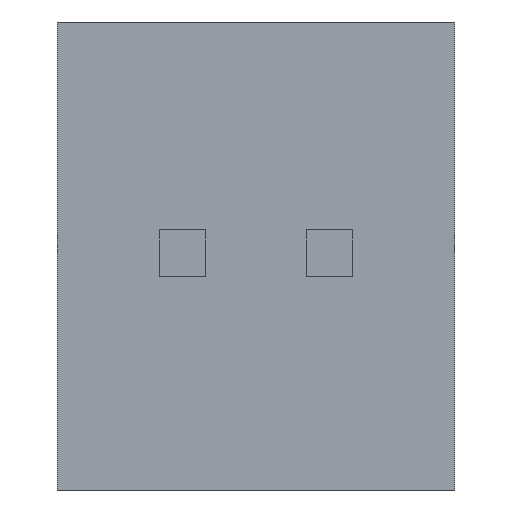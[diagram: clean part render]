
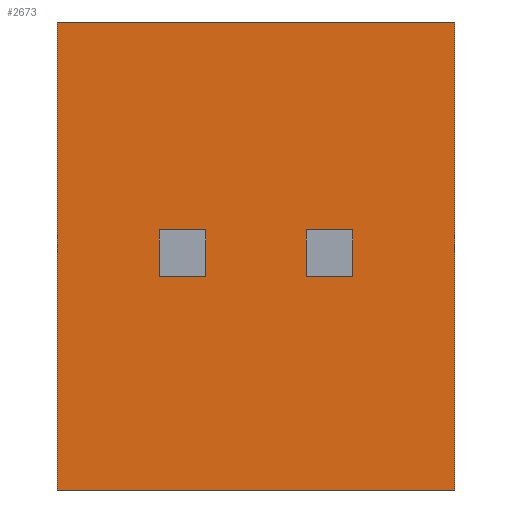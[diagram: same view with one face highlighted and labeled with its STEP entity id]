
A CAD part, front view. The second image highlights one B-rep face of the part: STEP entity #2673.
In plain terms, the highlighted planar face has unit normal (0, -1, 0).
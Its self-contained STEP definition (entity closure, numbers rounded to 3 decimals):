
#2241 = PLANE('',#2242);
#2242 = AXIS2_PLACEMENT_3D('',#2243,#2244,#2245);
#2243 = CARTESIAN_POINT('',(0.779,2.644,0.));
#2244 = DIRECTION('',(-0.,-0.,-1.));
#2245 = DIRECTION('',(-1.,0.,0.));
#2269 = PLANE('',#2270);
#2270 = AXIS2_PLACEMENT_3D('',#2271,#2272,#2273);
#2271 = CARTESIAN_POINT('',(-3.44,0.,0.));
#2272 = DIRECTION('',(-1.,0.,0.));
#2273 = DIRECTION('',(0.,-1.,0.));
#2323 = PLANE('',#2324);
#2324 = AXIS2_PLACEMENT_3D('',#2325,#2326,#2327);
#2325 = CARTESIAN_POINT('',(3.44,0.,0.));
#2326 = DIRECTION('',(-1.,0.,0.));
#2327 = DIRECTION('',(0.,-1.,0.));
#2376 = VERTEX_POINT('',#2377);
#2377 = CARTESIAN_POINT('',(3.44,-1.2,0.));
#2398 = EDGE_CURVE('',#2376,#2399,#2401,.T.);
#2399 = VERTEX_POINT('',#2400);
#2400 = CARTESIAN_POINT('',(-3.44,-1.2,0.));
#2401 = SURFACE_CURVE('',#2402,(#2406,#2413),.PCURVE_S1.);
#2402 = LINE('',#2403,#2404);
#2403 = CARTESIAN_POINT('',(-0.88,-1.2,0.));
#2404 = VECTOR('',#2405,1.);
#2405 = DIRECTION('',(-1.,0.,0.));
#2406 = PCURVE('',#2241,#2407);
#2407 = DEFINITIONAL_REPRESENTATION('',(#2408),#2412);
#2408 = LINE('',#2409,#2410);
#2409 = CARTESIAN_POINT('',(1.66,-3.844));
#2410 = VECTOR('',#2411,1.);
#2411 = DIRECTION('',(1.,0.));
#2412 = ( GEOMETRIC_REPRESENTATION_CONTEXT(2) 
PARAMETRIC_REPRESENTATION_CONTEXT() REPRESENTATION_CONTEXT('2D SPACE',''
  ) );
#2413 = PCURVE('',#2414,#2419);
#2414 = PLANE('',#2415);
#2415 = AXIS2_PLACEMENT_3D('',#2416,#2417,#2418);
#2416 = CARTESIAN_POINT('',(-2.54,-1.2,8.1));
#2417 = DIRECTION('',(0.,1.,0.));
#2418 = DIRECTION('',(-1.,0.,0.));
#2419 = DEFINITIONAL_REPRESENTATION('',(#2420),#2424);
#2420 = LINE('',#2421,#2422);
#2421 = CARTESIAN_POINT('',(-1.66,-8.1));
#2422 = VECTOR('',#2423,1.);
#2423 = DIRECTION('',(1.,0.));
#2424 = ( GEOMETRIC_REPRESENTATION_CONTEXT(2) 
PARAMETRIC_REPRESENTATION_CONTEXT() REPRESENTATION_CONTEXT('2D SPACE',''
  ) );
#2453 = VERTEX_POINT('',#2454);
#2454 = CARTESIAN_POINT('',(3.44,-1.2,8.1));
#2468 = PLANE('',#2469);
#2469 = AXIS2_PLACEMENT_3D('',#2470,#2471,#2472);
#2470 = CARTESIAN_POINT('',(-2.54,0.,8.1));
#2471 = DIRECTION('',(0.,0.,-1.));
#2472 = DIRECTION('',(-1.,0.,0.));
#2531 = EDGE_CURVE('',#2453,#2376,#2532,.T.);
#2532 = SURFACE_CURVE('',#2533,(#2537,#2544),.PCURVE_S1.);
#2533 = LINE('',#2534,#2535);
#2534 = CARTESIAN_POINT('',(3.44,-1.2,8.1));
#2535 = VECTOR('',#2536,1.);
#2536 = DIRECTION('',(0.,0.,-1.));
#2537 = PCURVE('',#2323,#2538);
#2538 = DEFINITIONAL_REPRESENTATION('',(#2539),#2543);
#2539 = LINE('',#2540,#2541);
#2540 = CARTESIAN_POINT('',(1.2,8.1));
#2541 = VECTOR('',#2542,1.);
#2542 = DIRECTION('',(0.,-1.));
#2543 = ( GEOMETRIC_REPRESENTATION_CONTEXT(2) 
PARAMETRIC_REPRESENTATION_CONTEXT() REPRESENTATION_CONTEXT('2D SPACE',''
  ) );
#2544 = PCURVE('',#2414,#2545);
#2545 = DEFINITIONAL_REPRESENTATION('',(#2546),#2550);
#2546 = LINE('',#2547,#2548);
#2547 = CARTESIAN_POINT('',(-5.98,0.));
#2548 = VECTOR('',#2549,1.);
#2549 = DIRECTION('',(-0.,-1.));
#2550 = ( GEOMETRIC_REPRESENTATION_CONTEXT(2) 
PARAMETRIC_REPRESENTATION_CONTEXT() REPRESENTATION_CONTEXT('2D SPACE',''
  ) );
#2607 = VERTEX_POINT('',#2608);
#2608 = CARTESIAN_POINT('',(-3.44,-1.2,8.1));
#2653 = EDGE_CURVE('',#2607,#2399,#2654,.T.);
#2654 = SURFACE_CURVE('',#2655,(#2659,#2666),.PCURVE_S1.);
#2655 = LINE('',#2656,#2657);
#2656 = CARTESIAN_POINT('',(-3.44,-1.2,8.1));
#2657 = VECTOR('',#2658,1.);
#2658 = DIRECTION('',(0.,0.,-1.));
#2659 = PCURVE('',#2269,#2660);
#2660 = DEFINITIONAL_REPRESENTATION('',(#2661),#2665);
#2661 = LINE('',#2662,#2663);
#2662 = CARTESIAN_POINT('',(1.2,8.1));
#2663 = VECTOR('',#2664,1.);
#2664 = DIRECTION('',(0.,-1.));
#2665 = ( GEOMETRIC_REPRESENTATION_CONTEXT(2) 
PARAMETRIC_REPRESENTATION_CONTEXT() REPRESENTATION_CONTEXT('2D SPACE',''
  ) );
#2666 = PCURVE('',#2414,#2667);
#2667 = DEFINITIONAL_REPRESENTATION('',(#2668),#2672);
#2668 = LINE('',#2669,#2670);
#2669 = CARTESIAN_POINT('',(0.9,0.));
#2670 = VECTOR('',#2671,1.);
#2671 = DIRECTION('',(-0.,-1.));
#2672 = ( GEOMETRIC_REPRESENTATION_CONTEXT(2) 
PARAMETRIC_REPRESENTATION_CONTEXT() REPRESENTATION_CONTEXT('2D SPACE',''
  ) );
#2673 = ADVANCED_FACE('',(#2674),#2414,.F.);
#2674 = FACE_BOUND('',#2675,.F.);
#2675 = EDGE_LOOP('',(#2676,#2677,#2678,#2699));
#2676 = ORIENTED_EDGE('',*,*,#2398,.T.);
#2677 = ORIENTED_EDGE('',*,*,#2653,.F.);
#2678 = ORIENTED_EDGE('',*,*,#2679,.T.);
#2679 = EDGE_CURVE('',#2607,#2453,#2680,.T.);
#2680 = SURFACE_CURVE('',#2681,(#2685,#2692),.PCURVE_S1.);
#2681 = LINE('',#2682,#2683);
#2682 = CARTESIAN_POINT('',(-2.54,-1.2,8.1));
#2683 = VECTOR('',#2684,1.);
#2684 = DIRECTION('',(1.,0.,0.));
#2685 = PCURVE('',#2414,#2686);
#2686 = DEFINITIONAL_REPRESENTATION('',(#2687),#2691);
#2687 = LINE('',#2688,#2689);
#2688 = CARTESIAN_POINT('',(0.,0.));
#2689 = VECTOR('',#2690,1.);
#2690 = DIRECTION('',(-1.,0.));
#2691 = ( GEOMETRIC_REPRESENTATION_CONTEXT(2) 
PARAMETRIC_REPRESENTATION_CONTEXT() REPRESENTATION_CONTEXT('2D SPACE',''
  ) );
#2692 = PCURVE('',#2468,#2693);
#2693 = DEFINITIONAL_REPRESENTATION('',(#2694),#2698);
#2694 = LINE('',#2695,#2696);
#2695 = CARTESIAN_POINT('',(0.,-1.2));
#2696 = VECTOR('',#2697,1.);
#2697 = DIRECTION('',(-1.,0.));
#2698 = ( GEOMETRIC_REPRESENTATION_CONTEXT(2) 
PARAMETRIC_REPRESENTATION_CONTEXT() REPRESENTATION_CONTEXT('2D SPACE',''
  ) );
#2699 = ORIENTED_EDGE('',*,*,#2531,.T.);
